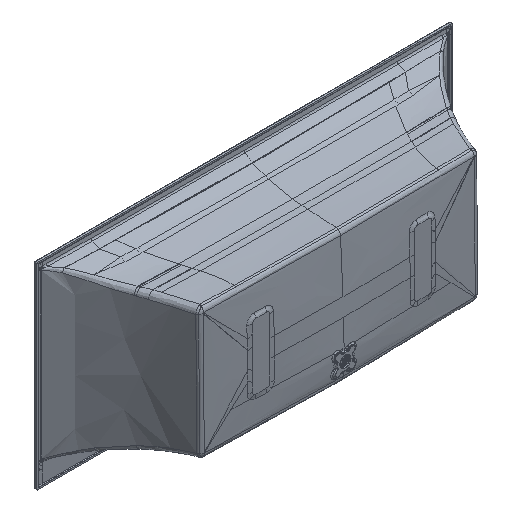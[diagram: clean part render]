
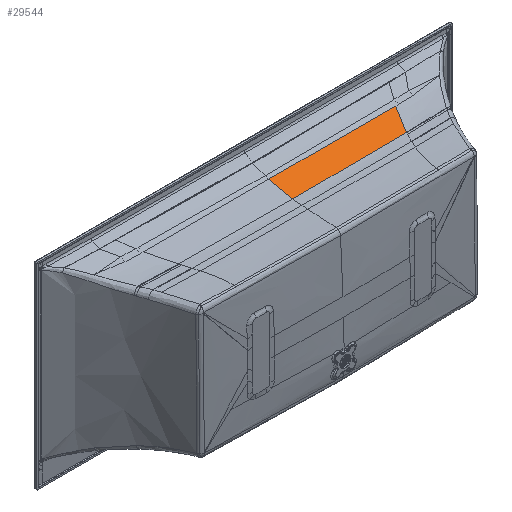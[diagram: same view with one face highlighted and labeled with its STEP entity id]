
A CAD part, isometric view. The second image highlights one B-rep face of the part: STEP entity #29544.
In plain terms, the highlighted free-form (B-spline) face has degree [3, 3] with [4, 5] control points.
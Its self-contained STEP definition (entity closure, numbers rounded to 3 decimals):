
#5301=CARTESIAN_POINT('',(340.152,-230.021,
-520.692));
#5321=CARTESIAN_POINT('',(361.106,-121.334,
0.));
#5322=CARTESIAN_POINT('',(361.107,-121.332,
-60.932));
#5323=CARTESIAN_POINT('',(361.272,-121.525,
-184.98));
#5324=CARTESIAN_POINT('',(362.08,-122.5,
-380.133));
#5325=CARTESIAN_POINT('',(362.964,-123.666,
-511.174));
#5326=CARTESIAN_POINT('',(363.482,-124.397,
-577.351));
#5328=CARTESIAN_POINT('',(363.482,-124.397,
-577.351));
#5329=CARTESIAN_POINT('',(352.909,-158.086,
-556.998));
#5330=CARTESIAN_POINT('',(345.051,-193.41,
-537.907));
#5331=CARTESIAN_POINT('',(340.152,-230.021,
-520.692));
#5333=CARTESIAN_POINT('',(337.579,-231.111,
0.));
#5334=CARTESIAN_POINT('',(337.575,-231.14,
-173.629));
#5335=CARTESIAN_POINT('',(338.433,-230.776,
-347.216));
#5336=CARTESIAN_POINT('',(340.152,-230.021,
-520.692));
#5338=CARTESIAN_POINT('',(361.106,-121.334,
0.));
#5339=CARTESIAN_POINT('',(359.615,-126.39,
0.));
#5340=CARTESIAN_POINT('',(349.382,-162.488,
-0.001));
#5341=CARTESIAN_POINT('',(341.913,-199.3,
0.));
#5342=CARTESIAN_POINT('',(337.579,-231.111,
0.));
#5600=CARTESIAN_POINT('',(363.482,-124.397,
-577.351));
#15414=VERTEX_POINT('',#5338);
#15415=VERTEX_POINT('',#5342);
#15429=VERTEX_POINT('',#5301);
#15463=VERTEX_POINT('',#5600);
#29514=CARTESIAN_POINT('',(361.614,-119.621,
5.772));
#29515=CARTESIAN_POINT('',(359.942,-125.24,
5.772));
#29516=CARTESIAN_POINT('',(349.35,-162.433,
5.773));
#29517=CARTESIAN_POINT('',(341.692,-200.388,
5.773));
#29518=CARTESIAN_POINT('',(337.357,-232.761,
5.773));
#29519=CARTESIAN_POINT('',(361.477,-120.007,
-190.577));
#29520=CARTESIAN_POINT('',(359.806,-125.634,
-190.582));
#29521=CARTESIAN_POINT('',(349.235,-162.844,
-190.615));
#29522=CARTESIAN_POINT('',(341.643,-200.615,
-190.63));
#29523=CARTESIAN_POINT('',(337.332,-232.794,
-190.621));
#29524=CARTESIAN_POINT('',(362.735,-119.641,
-386.902));
#29525=CARTESIAN_POINT('',(361.031,-125.251,
-386.909));
#29526=CARTESIAN_POINT('',(350.26,-162.378,
-386.958));
#29527=CARTESIAN_POINT('',(342.626,-200.171,
-386.978));
#29528=CARTESIAN_POINT('',(338.414,-232.334,
-386.964));
#29529=CARTESIAN_POINT('',(365.385,-118.522,
-583.121));
#29530=CARTESIAN_POINT('',(363.612,-124.093,
-583.126));
#29531=CARTESIAN_POINT('',(352.424,-161.031,
-583.157));
#29532=CARTESIAN_POINT('',(344.641,-199.056,
-583.166));
#29533=CARTESIAN_POINT('',(340.6,-231.382,
-583.152));
#29534=B_SPLINE_SURFACE_WITH_KNOTS('',3,3,((#29514,#29515,#29516,#29517,#29518),
(#29519,#29520,#29521,#29522,#29523),(#29524,#29525,#29526,#29527,#29528),(
#29529,#29530,#29531,#29532,#29533)),.UNSPECIFIED.,.F.,.F.,.F.,(4,4),(4,1,4),(
-0.008,0.833),(0.274,0.312,
0.526),.UNSPECIFIED.);
#29536=ORIENTED_EDGE('',*,*,#29535,.F.);
#29538=ORIENTED_EDGE('',*,*,#29537,.T.);
#29540=ORIENTED_EDGE('',*,*,#29539,.T.);
#29541=ORIENTED_EDGE('',*,*,#29501,.F.);
#29542=EDGE_LOOP('',(#29536,#29538,#29540,#29541));
#29543=FACE_OUTER_BOUND('',#29542,.F.);
#29544=ADVANCED_FACE('',(#29543),#29534,.F.);
#5327=B_SPLINE_CURVE_WITH_KNOTS('',3,(#5321,#5322,#5323,#5324,#5325,#5326),
.UNSPECIFIED.,.F.,.F.,(4,1,1,4),(0.,0.333,0.667,1.),
.UNSPECIFIED.);
#5332=B_SPLINE_CURVE_WITH_KNOTS('',3,(#5328,#5329,#5330,#5331),.UNSPECIFIED.,
.F.,.F.,(4,4),(0.,1.),.UNSPECIFIED.);
#5337=B_SPLINE_CURVE_WITH_KNOTS('',3,(#5333,#5334,#5335,#5336),.UNSPECIFIED.,
.F.,.F.,(4,4),(0.,1.),.UNSPECIFIED.);
#5343=B_SPLINE_CURVE_WITH_KNOTS('',3,(#5338,#5339,#5340,#5341,#5342),
.UNSPECIFIED.,.F.,.F.,(4,1,4),(0.,0.14,1.),.UNSPECIFIED.);
#29501=EDGE_CURVE('',#15415,#15429,#5337,.T.);
#29535=EDGE_CURVE('',#15414,#15415,#5343,.T.);
#29537=EDGE_CURVE('',#15414,#15463,#5327,.T.);
#29539=EDGE_CURVE('',#15463,#15429,#5332,.T.);
